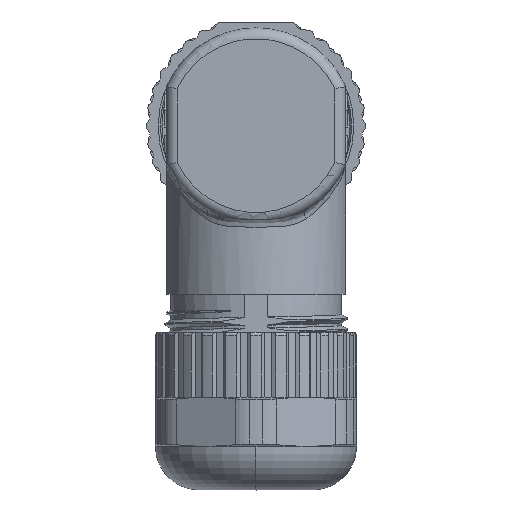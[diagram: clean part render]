
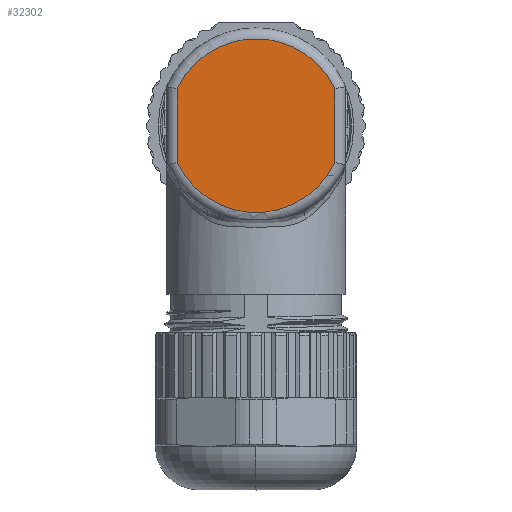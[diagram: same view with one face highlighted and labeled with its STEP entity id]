
A CAD part, top view. The second image highlights one B-rep face of the part: STEP entity #32302.
In plain terms, the highlighted planar face has unit normal (0, 0, 1).
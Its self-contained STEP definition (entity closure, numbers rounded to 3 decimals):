
#5895=CARTESIAN_POINT('',(0.,0.,26.2));
#5896=DIRECTION('',(0.,0.,1.));
#5897=DIRECTION('',(0.906,0.423,0.));
#5898=AXIS2_PLACEMENT_3D('',#5895,#5896,#5897);
#5921=DIRECTION('',(0.,-1.,0.));
#5922=VECTOR('',#5921,6.764);
#5923=CARTESIAN_POINT('',(-7.25,3.382,26.2));
#5924=LINE('',#5923,#5922);
#5925=DIRECTION('',(0.,1.,0.));
#5926=VECTOR('',#5925,6.764);
#5927=CARTESIAN_POINT('',(7.25,-3.382,26.2));
#5928=LINE('',#5927,#5926);
#5965=CARTESIAN_POINT('',(0.,0.,26.2));
#5966=DIRECTION('',(0.,0.,1.));
#5967=DIRECTION('',(-0.906,-0.423,0.));
#5968=AXIS2_PLACEMENT_3D('',#5965,#5966,#5967);
#22899=CARTESIAN_POINT('',(-7.25,3.382,26.2));
#22900=CARTESIAN_POINT('',(-7.25,-3.382,26.2));
#22901=VERTEX_POINT('',#22899);
#22902=VERTEX_POINT('',#22900);
#22903=CARTESIAN_POINT('',(7.25,-3.382,26.2));
#22904=CARTESIAN_POINT('',(7.25,3.382,26.2));
#22905=VERTEX_POINT('',#22903);
#22906=VERTEX_POINT('',#22904);
#32288=CARTESIAN_POINT('',(0.,0.,26.2));
#32289=DIRECTION('',(0.,0.,-1.));
#32290=DIRECTION('',(0.,-1.,0.));
#32291=AXIS2_PLACEMENT_3D('',#32288,#32289,#32290);
#32292=PLANE('',#32291);
#32294=ORIENTED_EDGE('',*,*,#32293,.F.);
#32295=ORIENTED_EDGE('',*,*,#32278,.F.);
#32297=ORIENTED_EDGE('',*,*,#32296,.F.);
#32299=ORIENTED_EDGE('',*,*,#32298,.F.);
#32300=EDGE_LOOP('',(#32294,#32295,#32297,#32299));
#32301=FACE_OUTER_BOUND('',#32300,.F.);
#32302=ADVANCED_FACE('',(#32301),#32292,.F.);
#5899=CIRCLE('',#5898,8.);
#5969=CIRCLE('',#5968,8.);
#32278=EDGE_CURVE('',#22906,#22901,#5899,.T.);
#32293=EDGE_CURVE('',#22901,#22902,#5924,.T.);
#32296=EDGE_CURVE('',#22905,#22906,#5928,.T.);
#32298=EDGE_CURVE('',#22902,#22905,#5969,.T.);
